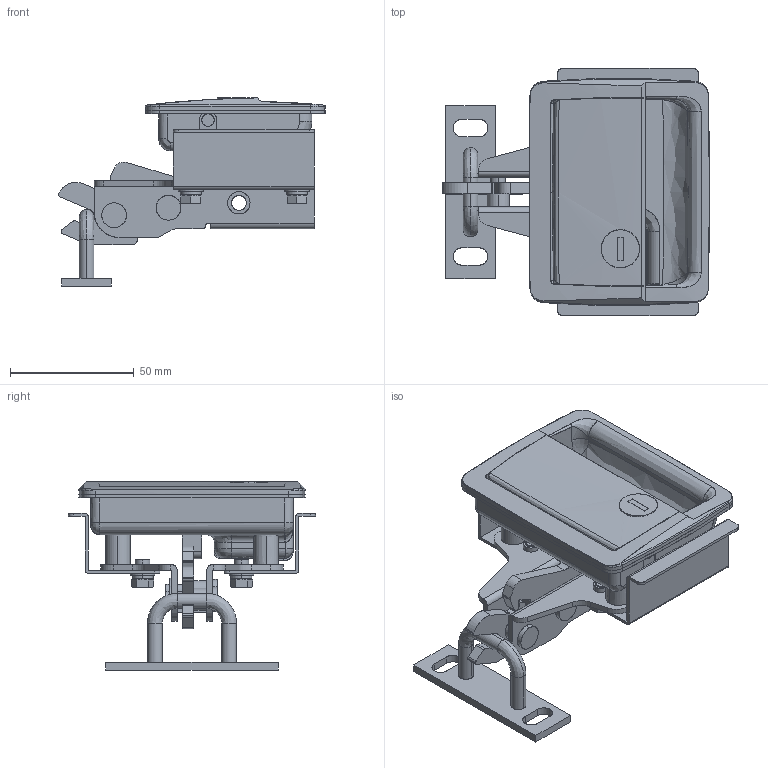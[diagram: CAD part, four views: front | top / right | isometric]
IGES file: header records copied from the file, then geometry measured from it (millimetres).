
Start section: SolidWorks IGES file using analytic representation for surfaces
Global section: file name: AP-151RK-B-2-1.IGS; native system: SolidWorks 2018; preprocessor: SolidWorks 2018; author: 1337yo; date: 210222.173438; units: millimetre
Bounding box: 107.96 x 100 x 76.2 mm (x, y, z)
Surface area: 88836.4 mm2 (no closed solid volume)
Topology: 0 solids, 0 shells, 1106 faces, 14245 edges, 14236 vertices
Faces by surface type: bspline 568, revolution 538
